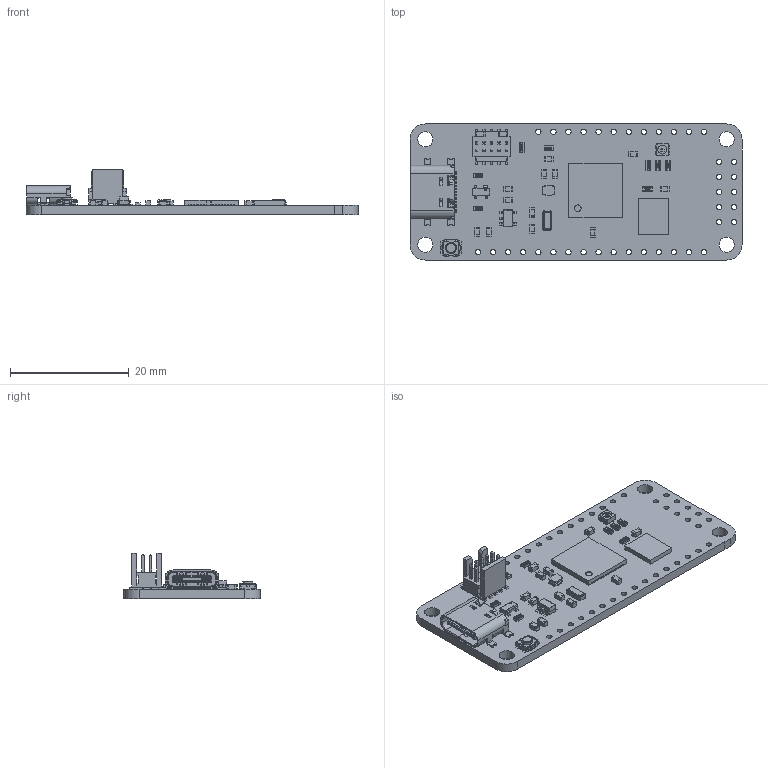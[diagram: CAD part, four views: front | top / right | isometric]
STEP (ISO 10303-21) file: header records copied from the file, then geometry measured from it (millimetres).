
FILE_DESCRIPTION(('Open CASCADE Model'),'2;1');
FILE_NAME('Open CASCADE Shape Model','2020-04-13T18:55:42',('Author'),( 'Open CASCADE'),'Open CASCADE STEP processor 6.8','Open CASCADE 6.8' ,'Unknown');
FILE_SCHEMA(('AUTOMOTIVE_DESIGN { 1 0 10303 214 1 1 1 1 }'));
Length unit declared in the file: millimetre
Products named in the file (59): PCB; Board; Open CASCADE STEP translator 6.8 1.1.1; R8; 0603_resistor; R7; R6; D1; FM-B2020RGBA-HG_v2; S1; SKSGAC; U2; SOT-23-5; C12; 0603_cap; C11; C10; C9; C8; C7; C6; C5; IC2; SOT143B; Y1; Abracon_ABS07; U1; 6300643104; Open_CASCADE_STEP_translator_6.8_19.1; Body; Open_CASCADE_STEP_translator_6.8_19.2.1; Thermal_Shape; Pin_Shape; Open_CASCADE_STEP_translator_6.8_19.4.1; R5; R4; R3; R2; R1; P1 ...
Assembly tree (139 placements, depth 5):
  PCB
    Board
      Open CASCADE STEP translator 6.8 1.1.1
    R8
      0603_resistor
    R7
      0603_resistor
    R6
      0603_resistor
    D1
      FM-B2020RGBA-HG_v2
    S1
      SKSGAC
    U2
      SOT-23-5
    C12
      0603_cap
    C11
      0603_cap
    C10
      0603_cap
    C9
      0603_cap
    C8
      0603_cap
    C7
      0603_cap
    C6
      0603_cap
    C5
      0603_cap
    IC2
      SOT143B
    Y1
      Abracon_ABS07
    U1
      6300643104
        Open_CASCADE_STEP_translator_6.8_19.1
        Body
          Open_CASCADE_STEP_translator_6.8_19.2.1
        Thermal_Shape
        Pin_Shape  x64
          Open_CASCADE_STEP_translator_6.8_19.4.1
    R5
      0603_resistor
    R4
      0603_resistor
    R3
      0603_resistor
    R2
      0603_resistor
    R1
      0603_resistor
    P1
      FTSH-105-01-F-DV-K-TR
        _FTSH-105-01-F-DV-K-TR_body
        _FTSH-105-01-F-DV-K-TR_pins1
        _FTSH-105-01-F-DV-K-TR_pins2
    L1
      74404020010_Download_STP_WE-LQS-2010_rev1
Bounding box: 55.98 x 22.96 x 7.71 mm (x, y, z)
Volume: 2337 mm3; surface area: 4535.2 mm2
Topology: 135 solids, 136 shells, 3751 faces, 9373 edges, 5739 vertices
Faces by surface type: plane 2672, cylinder 783, sphere 204, bspline 56, cone 26, torus 10
Full cylindrical faces by diameter (mm): 0.05 x6, 0.65 x2, 0.9 x38, 1 x2, 1.125 x1, 1.5 x1, 2.54 x4
Entity records: 69882 total; most frequent: CARTESIAN_POINT 13744, ORIENTED_EDGE 10273, DIRECTION 9902, EDGE_CURVE 5137, LINE 3834, VECTOR 3834, VERTEX_POINT 3279, AXIS2_PLACEMENT_3D 3034
